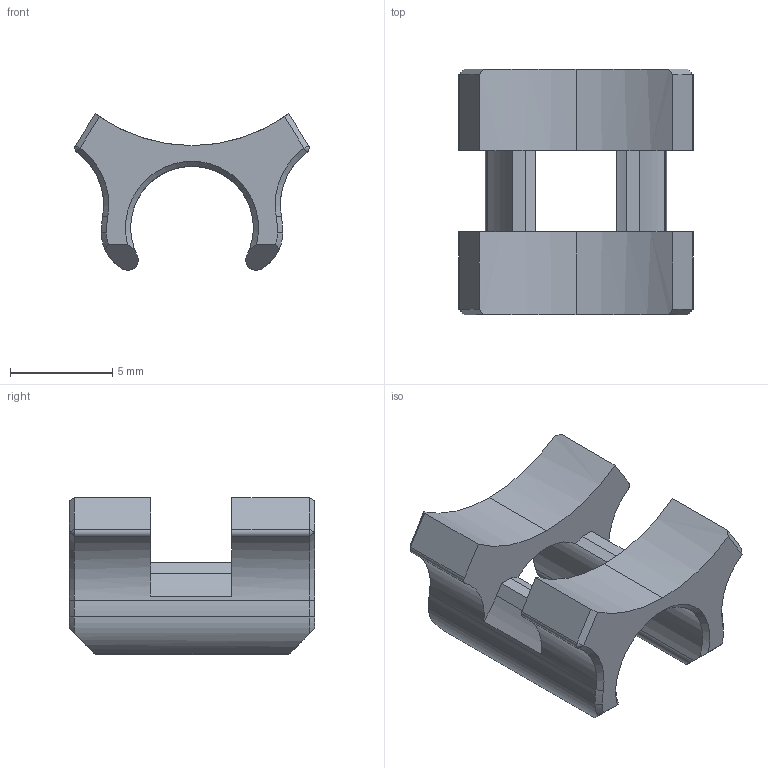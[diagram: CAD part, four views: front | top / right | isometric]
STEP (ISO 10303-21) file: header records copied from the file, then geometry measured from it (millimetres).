
FILE_DESCRIPTION (( 'STEP AP203' ), '1' );
FILE_NAME ('CS0110.STEP', '2025-04-08T18:35:15', ( '' ), ( '' ), 'SwSTEP 2.0', 'SolidWorks 2023', '' );
FILE_SCHEMA (( 'CONFIG_CONTROL_DESIGN' ));
Length unit declared in the file: inch
Products named in the file (1): CS0110
Bounding box: 11.44 x 11.99 x 7.65 mm (x, y, z)
Volume: 322.4 mm3; surface area: 533.7 mm2
Topology: 1 solids, 1 shells, 62 faces, 167 edges, 102 vertices
Faces by surface type: cylinder 23, plane 20, cone 19
Entity records: 1998 total; most frequent: CARTESIAN_POINT 412, ORIENTED_EDGE 326, DIRECTION 321, EDGE_CURVE 163, AXIS2_PLACEMENT_3D 123, VERTEX_POINT 102, VECTOR 75, LINE 75
